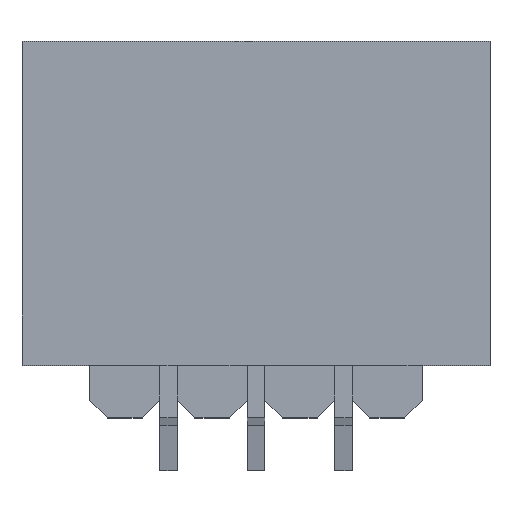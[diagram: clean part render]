
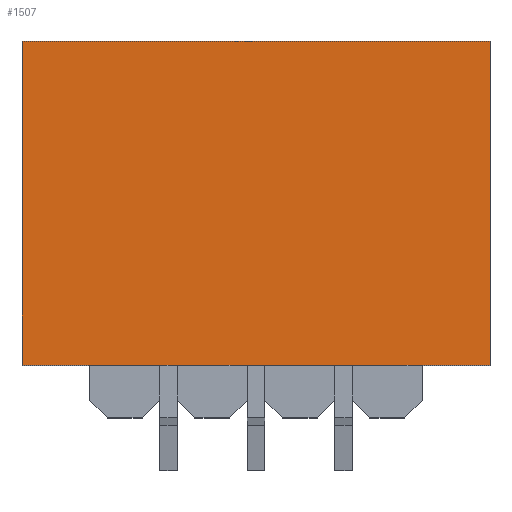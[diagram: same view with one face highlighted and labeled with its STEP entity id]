
A CAD part, top view. The second image highlights one B-rep face of the part: STEP entity #1507.
In plain terms, the highlighted planar face has unit normal (0, 0, 1).
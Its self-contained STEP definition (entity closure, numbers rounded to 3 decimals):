
#97=FACE_OUTER_BOUND('',#175,.T.);
#175=EDGE_LOOP('',(#1266,#1267,#1268,#1269));
#334=LINE('',#2288,#543);
#365=LINE('',#2348,#574);
#366=LINE('',#2351,#575);
#367=LINE('',#2352,#576);
#543=VECTOR('',#1861,10.);
#574=VECTOR('',#1920,10.);
#575=VECTOR('',#1923,10.);
#576=VECTOR('',#1924,10.);
#710=VERTEX_POINT('',#2285);
#711=VERTEX_POINT('',#2287);
#726=VERTEX_POINT('',#2346);
#727=VERTEX_POINT('',#2350);
#890=EDGE_CURVE('',#710,#711,#334,.T.);
#921=EDGE_CURVE('',#726,#711,#365,.T.);
#922=EDGE_CURVE('',#726,#727,#366,.T.);
#923=EDGE_CURVE('',#727,#710,#367,.T.);
#1266=ORIENTED_EDGE('',*,*,#922,.F.);
#1267=ORIENTED_EDGE('',*,*,#921,.T.);
#1268=ORIENTED_EDGE('',*,*,#890,.F.);
#1269=ORIENTED_EDGE('',*,*,#923,.F.);
#1433=PLANE('',#1608);
#1507=ADVANCED_FACE('',(#97),#1433,.T.);
#1608=AXIS2_PLACEMENT_3D('',#2349,#1921,#1922);
#1861=DIRECTION('',(1.,0.,0.));
#1920=DIRECTION('',(0.,1.,0.));
#1921=DIRECTION('center_axis',(0.,0.,1.));
#1922=DIRECTION('ref_axis',(1.,0.,0.));
#1923=DIRECTION('',(-1.,0.,0.));
#1924=DIRECTION('',(0.,1.,0.));
#2285=CARTESIAN_POINT('',(-2.675,3.7,3.2));
#2287=CARTESIAN_POINT('',(2.675,3.7,3.2));
#2288=CARTESIAN_POINT('',(2.675,3.7,3.2));
#2346=CARTESIAN_POINT('',(2.675,0.,3.2));
#2348=CARTESIAN_POINT('',(2.675,0.,3.2));
#2349=CARTESIAN_POINT('Origin',(-2.675,0.,3.2));
#2350=CARTESIAN_POINT('',(-2.675,0.,3.2));
#2351=CARTESIAN_POINT('',(2.675,0.,3.2));
#2352=CARTESIAN_POINT('',(-2.675,0.,3.2));
